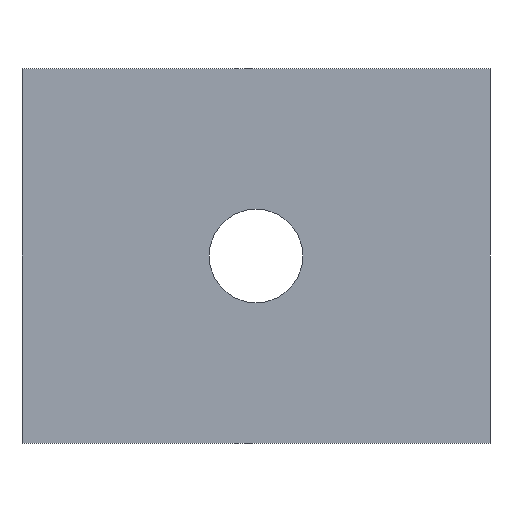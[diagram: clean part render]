
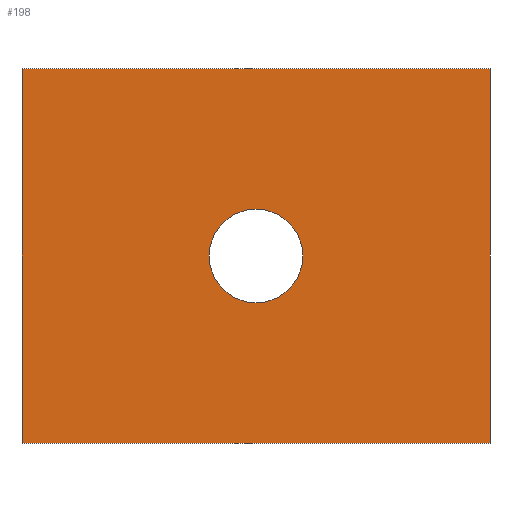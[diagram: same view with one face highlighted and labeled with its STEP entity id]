
A CAD part, front view. The second image highlights one B-rep face of the part: STEP entity #198.
In plain terms, the highlighted planar face has unit normal (0, -1, 0).
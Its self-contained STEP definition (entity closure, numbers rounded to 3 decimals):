
#18=FACE_BOUND('',#52,.T.);
#26=PLANE('',#227);
#37=FACE_OUTER_BOUND('',#51,.T.);
#51=EDGE_LOOP('',(#172,#173,#174,#175));
#52=EDGE_LOOP('',(#176));
#69=LINE('',#320,#89);
#72=LINE('',#326,#92);
#73=LINE('',#329,#93);
#74=LINE('',#330,#94);
#89=VECTOR('',#267,10.);
#92=VECTOR('',#272,10.);
#93=VECTOR('',#275,10.);
#94=VECTOR('',#276,10.);
#99=CIRCLE('',#220,2.5);
#103=VERTEX_POINT('',#292);
#110=VERTEX_POINT('',#315);
#112=VERTEX_POINT('',#318);
#114=VERTEX_POINT('',#324);
#115=VERTEX_POINT('',#328);
#121=EDGE_CURVE('',#103,#103,#99,.T.);
#133=EDGE_CURVE('',#112,#110,#69,.T.);
#136=EDGE_CURVE('',#112,#114,#72,.T.);
#137=EDGE_CURVE('',#115,#114,#73,.T.);
#138=EDGE_CURVE('',#110,#115,#74,.T.);
#172=ORIENTED_EDGE('',*,*,#136,.T.);
#173=ORIENTED_EDGE('',*,*,#137,.F.);
#174=ORIENTED_EDGE('',*,*,#138,.F.);
#175=ORIENTED_EDGE('',*,*,#133,.F.);
#176=ORIENTED_EDGE('',*,*,#121,.T.);
#198=ADVANCED_FACE('',(#37,#18),#26,.T.);
#220=AXIS2_PLACEMENT_3D('',#294,#244,#245);
#227=AXIS2_PLACEMENT_3D('',#327,#273,#274);
#244=DIRECTION('center_axis',(0.,1.,0.));
#245=DIRECTION('ref_axis',(-1.,0.,0.));
#267=DIRECTION('',(-1.,0.,0.));
#272=DIRECTION('',(0.,0.,1.));
#273=DIRECTION('center_axis',(0.,-1.,0.));
#274=DIRECTION('ref_axis',(1.,0.,0.));
#275=DIRECTION('',(1.,0.,0.));
#276=DIRECTION('',(0.,0.,1.));
#292=CARTESIAN_POINT('',(180.,-190.,510.));
#294=CARTESIAN_POINT('Origin',(177.5,-190.,510.));
#315=CARTESIAN_POINT('',(165.,-190.,500.));
#318=CARTESIAN_POINT('',(190.,-190.,500.));
#320=CARTESIAN_POINT('',(190.,-190.,500.));
#324=CARTESIAN_POINT('',(190.,-190.,520.));
#326=CARTESIAN_POINT('',(190.,-190.,510.));
#327=CARTESIAN_POINT('Origin',(165.,-190.,510.));
#328=CARTESIAN_POINT('',(165.,-190.,520.));
#329=CARTESIAN_POINT('',(190.,-190.,520.));
#330=CARTESIAN_POINT('',(165.,-190.,510.));
